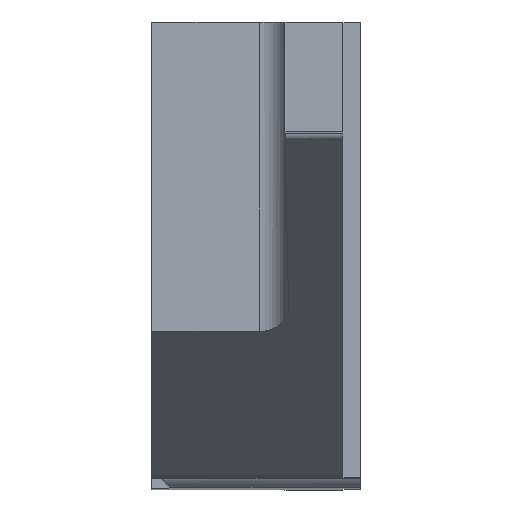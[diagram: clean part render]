
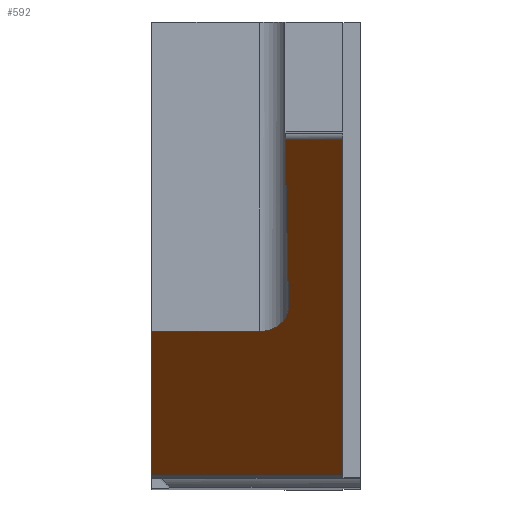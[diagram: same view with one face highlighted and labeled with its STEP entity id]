
A CAD part, top view. The second image highlights one B-rep face of the part: STEP entity #592.
In plain terms, the highlighted planar face has unit normal (0, -0.766, 0.643).
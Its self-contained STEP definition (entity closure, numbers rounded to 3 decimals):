
#62 = EDGE_CURVE ( 'NONE', #1187, #618, #836, .T. ) ;
#130 = VECTOR ( 'NONE', #890, 1000. ) ;
#134 = ORIENTED_EDGE ( 'NONE', *, *, #1214, .T. ) ;
#138 = LINE ( 'NONE', #1290, #417 ) ;
#146 = ORIENTED_EDGE ( 'NONE', *, *, #62, .T. ) ;
#150 = CARTESIAN_POINT ( 'NONE',  ( 2.158, -1.328, 16. ) ) ;
#175 = ORIENTED_EDGE ( 'NONE', *, *, #1266, .T. ) ;
#212 = VECTOR ( 'NONE', #660, 1000. ) ;
#241 = DIRECTION ( 'NONE',  ( 0., -0.643, -0.766 ) ) ;
#285 = VERTEX_POINT ( 'NONE', #1115 ) ;
#305 = DIRECTION ( 'NONE',  ( 0., -0.643, -0.766 ) ) ;
#307 = LINE ( 'NONE', #727, #212 ) ;
#404 = LINE ( 'NONE', #482, #1011 ) ;
#417 = VECTOR ( 'NONE', #241, 1000. ) ;
#418 = CARTESIAN_POINT ( 'NONE',  ( 2.361, -0.901, 16.509 ) ) ;
#466 = CARTESIAN_POINT ( 'NONE',  ( 0., -1.328, 16. ) ) ;
#470 = ORIENTED_EDGE ( 'NONE', *, *, #1198, .F. ) ;
#482 = CARTESIAN_POINT ( 'NONE',  ( 2.3, 2.038, 20.011 ) ) ;
#563 = CARTESIAN_POINT ( 'NONE',  ( 3.3, 1.981, 19.943 ) ) ;
#585 = AXIS2_PLACEMENT_3D ( 'NONE', #865, #922, #938 ) ;
#592 = ADVANCED_FACE ( 'NONE', ( #709 ), #926, .T. ) ;
#601 = CARTESIAN_POINT ( 'NONE',  ( 0., -3.813, 13.039 ) ) ;
#609 = VERTEX_POINT ( 'NONE', #931 ) ;
#612 = VERTEX_POINT ( 'NONE', #1259 ) ;
#618 = VERTEX_POINT ( 'NONE', #1283 ) ;
#627 = VERTEX_POINT ( 'NONE', #563 ) ;
#660 = DIRECTION ( 'NONE',  ( -1., 0., 0. ) ) ;
#668 = CARTESIAN_POINT ( 'NONE',  ( 1.861, -1.328, 16. ) ) ;
#684 = CARTESIAN_POINT ( 'NONE',  ( 1.861, -1.328, 16. ) ) ;
#692 = VECTOR ( 'NONE', #305, 1000. ) ;
#709 = FACE_OUTER_BOUND ( 'NONE', #736, .T. ) ;
#727 = CARTESIAN_POINT ( 'NONE',  ( 0., 1.981, 19.943 ) ) ;
#732 = ORIENTED_EDGE ( 'NONE', *, *, #1258, .F. ) ;
#736 = EDGE_LOOP ( 'NONE', ( #470, #175, #146, #732, #134, #996, #940 ) ) ;
#744 = VERTEX_POINT ( 'NONE', #668 ) ;
#757 = CARTESIAN_POINT ( 'NONE',  ( 0., -3.813, 13.039 ) ) ;
#836 = LINE ( 'NONE', #757, #130 ) ;
#865 = CARTESIAN_POINT ( 'NONE',  ( 0., 2.018, 19.988 ) ) ;
#872 = CARTESIAN_POINT ( 'NONE',  ( 3.3, 2.018, 19.988 ) ) ;
#890 = DIRECTION ( 'NONE',  ( 1., 0., 0. ) ) ;
#922 = DIRECTION ( 'NONE',  ( 0., -0.766, 0.643 ) ) ;
#926 = PLANE ( 'NONE',  #585 ) ;
#931 = CARTESIAN_POINT ( 'NONE',  ( 2.301, 1.981, 19.943 ) ) ;
#938 = DIRECTION ( 'NONE',  ( 0., -0.643, -0.766 ) ) ;
#940 = ORIENTED_EDGE ( 'NONE', *, *, #1255, .T. ) ;
#996 = ORIENTED_EDGE ( 'NONE', *, *, #1278, .F. ) ;
#1011 = VECTOR ( 'NONE', #1163, 1000. ) ;
#1014 = LINE ( 'NONE', #872, #692 ) ;
#1018 = LINE ( 'NONE', #466, #1020 ) ;
#1020 = VECTOR ( 'NONE', #1236, 1000. ) ;
#1073 =( BOUNDED_CURVE ( )  B_SPLINE_CURVE ( 3, ( #418, #1122, #150, #684 ),
 .UNSPECIFIED., .F., .T. ) 
 B_SPLINE_CURVE_WITH_KNOTS ( ( 4, 4 ),
 ( 1.553, 3.142 ),
 .UNSPECIFIED. ) 
 CURVE ( )  GEOMETRIC_REPRESENTATION_ITEM ( )  RATIONAL_B_SPLINE_CURVE ( ( 1., 0.801, 0.801, 1. ) ) 
 REPRESENTATION_ITEM ( '' )  );
#1115 = CARTESIAN_POINT ( 'NONE',  ( 0., -1.328, 16. ) ) ;
#1122 = CARTESIAN_POINT ( 'NONE',  ( 2.366, -1.15, 16.212 ) ) ;
#1163 = DIRECTION ( 'NONE',  ( -0.013, 0.643, 0.766 ) ) ;
#1187 = VERTEX_POINT ( 'NONE', #601 ) ;
#1198 = EDGE_CURVE ( 'NONE', #285, #744, #1018, .T. ) ;
#1214 = EDGE_CURVE ( 'NONE', #627, #609, #307, .T. ) ;
#1236 = DIRECTION ( 'NONE',  ( 1., 0., 0. ) ) ;
#1255 = EDGE_CURVE ( 'NONE', #612, #744, #1073, .T. ) ;
#1258 = EDGE_CURVE ( 'NONE', #627, #618, #1014, .T. ) ;
#1259 = CARTESIAN_POINT ( 'NONE',  ( 2.361, -0.901, 16.509 ) ) ;
#1266 = EDGE_CURVE ( 'NONE', #285, #1187, #138, .T. ) ;
#1278 = EDGE_CURVE ( 'NONE', #612, #609, #404, .T. ) ;
#1283 = CARTESIAN_POINT ( 'NONE',  ( 3.3, -3.813, 13.039 ) ) ;
#1290 = CARTESIAN_POINT ( 'NONE',  ( 0., 2.018, 19.988 ) ) ;
